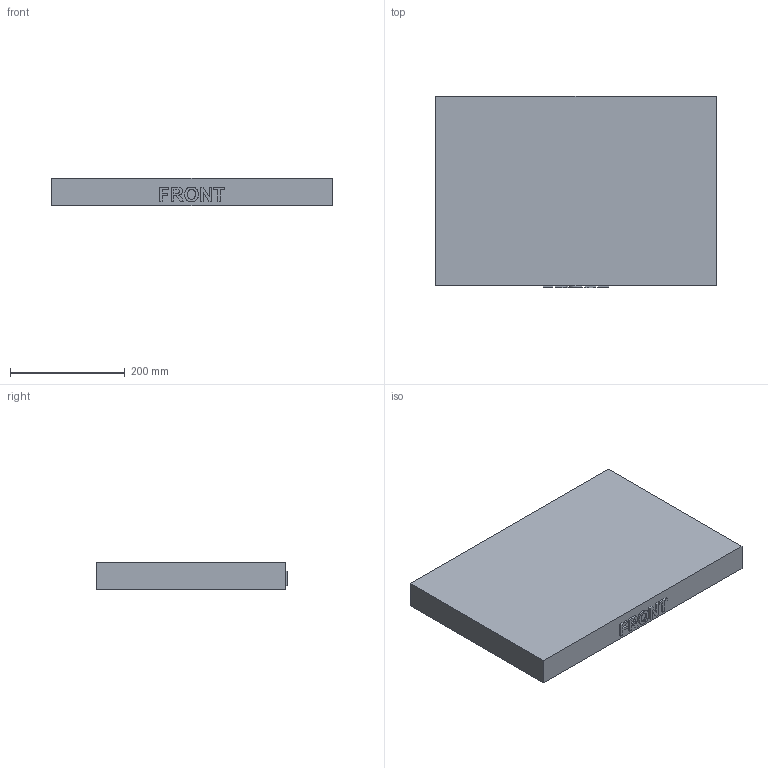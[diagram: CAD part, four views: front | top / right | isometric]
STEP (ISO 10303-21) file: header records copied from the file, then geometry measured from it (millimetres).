
FILE_DESCRIPTION( ( 'Unknown' ), '1' );
FILE_NAME( '2370-lid_internal_tub.stp', 'Unknown', ( 'Unknown' ), ( 'Unknown' ), 'PSStep 10.1', 'Unknown', ' ' );
FILE_SCHEMA( ( 'AUTOMOTIVE_DESIGN { 1 0 10303 214 1 1 1 1 }' ) );
Length unit declared in the file: millimetre
Products named in the file (1): 1
Bounding box: 488.95 x 333.38 x 47.57 mm (x, y, z)
Volume: 1568251.6 mm3; surface area: 464909.2 mm2
Topology: 1 solids, 1 shells, 472 faces, 1158 edges, 688 vertices
Faces by surface type: bspline 186, cylinder 131, plane 105, torus 20, extrusion 12, revolution 8, cone 6, sphere 4
Entity records: 32911 total; most frequent: CARTESIAN_POINT 17187, ORIENTED_EDGE 2294, STYLED_ITEM 1366, PRESENTATION_STYLE_ASSIGNMENT 1366, CURVE_STYLE 1366, DRAUGHTING_PRE_DEFINED_CURVE_FONT 1366, COLOUR_RGB 1366, DIRECTION 1161
